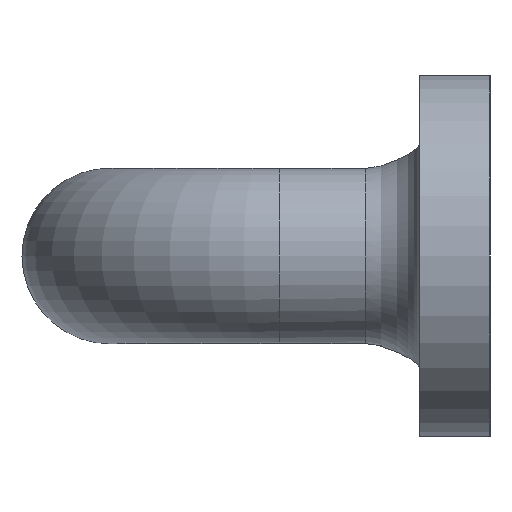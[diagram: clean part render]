
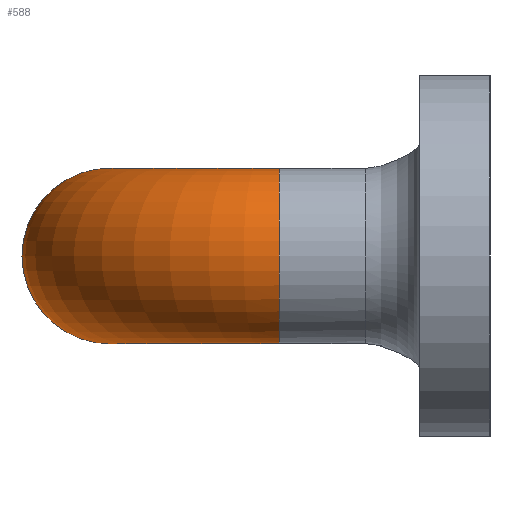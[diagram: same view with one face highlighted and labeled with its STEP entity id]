
A CAD part, left-side view. The second image highlights one B-rep face of the part: STEP entity #588.
In plain terms, the highlighted toroidal (fillet/blend) face has major radius 7.366 mm and minor radius 3.81 mm.
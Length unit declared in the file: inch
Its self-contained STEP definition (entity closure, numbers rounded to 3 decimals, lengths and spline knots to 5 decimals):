
#557=CARTESIAN_POINT('',(-1.36,0.36,0.));
#558=VERTEX_POINT('',#557);
#559=CARTESIAN_POINT('',(-1.21,0.36,0.0));
#560=DIRECTION('',(0.0,1.0,0.0));
#561=DIRECTION('',(1.0,0.0,0.0));
#562=AXIS2_PLACEMENT_3D('',#559,#560,#561);
#563=CIRCLE('',#562,0.15);
#564=EDGE_CURVE('',#558,#558,#563,.T.);
#569=CARTESIAN_POINT('',(-0.92,0.36,0.0));
#570=DIRECTION('',(0.0,0.0,1.0));
#571=DIRECTION('',(1.0,0.0,0.0));
#572=AXIS2_PLACEMENT_3D('',#569,#570,#571);
#573=TOROIDAL_SURFACE('',#572,0.29,0.15);
#574=ORIENTED_EDGE('',*,*,#564,.T.);
#575=EDGE_LOOP('',(#574));
#576=FACE_OUTER_BOUND('',#575,.T.);
#577=CARTESIAN_POINT('',(-0.92,0.8,0.));
#578=VERTEX_POINT('',#577);
#579=CARTESIAN_POINT('',(-0.92,0.65,0.0));
#580=DIRECTION('',(1.0,0.0,0.0));
#581=DIRECTION('',(0.0,-1.0,0.0));
#582=AXIS2_PLACEMENT_3D('',#579,#580,#581);
#583=CIRCLE('',#582,0.15);
#584=EDGE_CURVE('',#578,#578,#583,.T.);
#585=ORIENTED_EDGE('',*,*,#584,.F.);
#586=EDGE_LOOP('',(#585));
#587=FACE_BOUND('',#586,.T.);
#588=ADVANCED_FACE('',(#576,#587),#573,.T.);
